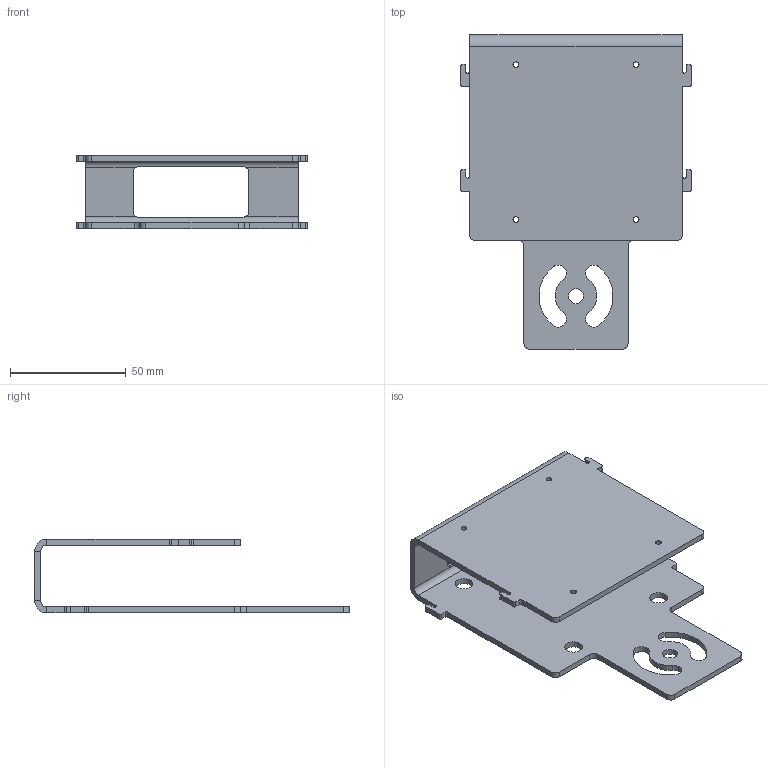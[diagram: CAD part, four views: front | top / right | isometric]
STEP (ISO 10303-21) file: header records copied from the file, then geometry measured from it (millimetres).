
FILE_DESCRIPTION((''),'2;1');
FILE_NAME('141794_SW','2008-08-11T',('banengservice'),('BANNER ENGINEERING'),'PRO/ENGINEER BY PARAMETRIC TECHNOLOGY CORPORATION, 2006170','PRO/ENGINEER BY PARAMETRIC TECHNOLOGY CORPORATION, 2006170','');
FILE_SCHEMA(('CONFIG_CONTROL_DESIGN'));
Length unit declared in the file: inch
Products named in the file (1): 141794_SW
Bounding box: 99.6 x 136 x 31.9 mm (x, y, z)
Volume: 49468.5 mm3; surface area: 41118.9 mm2
Topology: 1 solids, 1 shells, 509 faces, 1449 edges, 958 vertices
Faces by surface type: plane 439, cylinder 66, bspline 4
Entity records: 16503 total; most frequent: CARTESIAN_POINT 3056, ORIENTED_EDGE 2898, DIRECTION 2583, EDGE_CURVE 1449, VECTOR 1309, LINE 1309, VERTEX_POINT 958, AXIS2_PLACEMENT_3D 637
